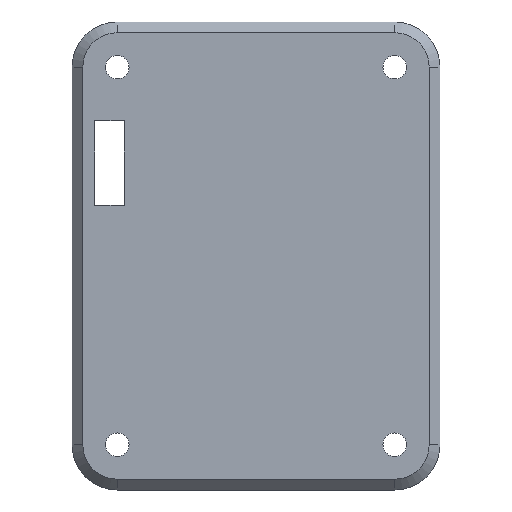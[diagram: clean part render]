
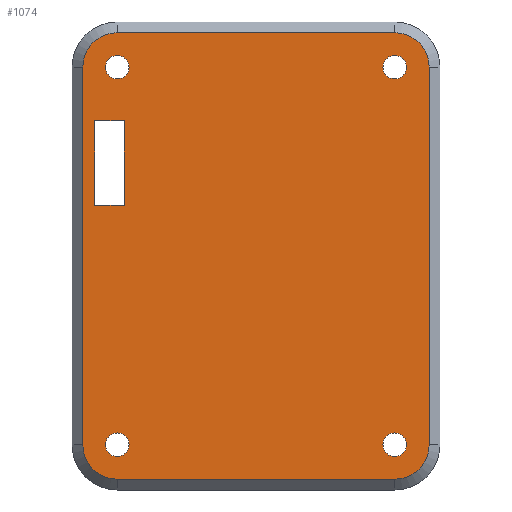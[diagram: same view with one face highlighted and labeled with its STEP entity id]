
A CAD part, top view. The second image highlights one B-rep face of the part: STEP entity #1074.
In plain terms, the highlighted planar face has unit normal (0, 0, 1).
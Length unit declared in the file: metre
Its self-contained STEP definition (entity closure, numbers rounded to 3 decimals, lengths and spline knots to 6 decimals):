
#34=LINE('',#1572,#152);
#35=LINE('',#1576,#153);
#36=LINE('',#1580,#154);
#37=LINE('',#1584,#155);
#38=LINE('',#1593,#156);
#39=LINE('',#1596,#157);
#40=LINE('',#1598,#158);
#41=LINE('',#1600,#159);
#152=VECTOR('',#1253,1.);
#153=VECTOR('',#1256,1.);
#154=VECTOR('',#1259,1.);
#155=VECTOR('',#1262,1.);
#156=VECTOR('',#1271,1.);
#157=VECTOR('',#1272,1.);
#158=VECTOR('',#1273,1.);
#159=VECTOR('',#1274,1.);
#270=ORIENTED_EDGE('',*,*,#586,.T.);
#271=ORIENTED_EDGE('',*,*,#587,.T.);
#272=ORIENTED_EDGE('',*,*,#588,.T.);
#273=ORIENTED_EDGE('',*,*,#589,.T.);
#274=ORIENTED_EDGE('',*,*,#590,.T.);
#275=ORIENTED_EDGE('',*,*,#591,.T.);
#276=ORIENTED_EDGE('',*,*,#592,.T.);
#277=ORIENTED_EDGE('',*,*,#593,.T.);
#278=ORIENTED_EDGE('',*,*,#594,.T.);
#279=ORIENTED_EDGE('',*,*,#595,.T.);
#280=ORIENTED_EDGE('',*,*,#596,.F.);
#281=ORIENTED_EDGE('',*,*,#597,.F.);
#282=ORIENTED_EDGE('',*,*,#598,.F.);
#283=ORIENTED_EDGE('',*,*,#599,.T.);
#284=ORIENTED_EDGE('',*,*,#600,.T.);
#285=ORIENTED_EDGE('',*,*,#601,.F.);
#586=EDGE_CURVE('',#744,#745,#848,.T.);
#587=EDGE_CURVE('',#745,#746,#34,.T.);
#588=EDGE_CURVE('',#746,#747,#849,.T.);
#589=EDGE_CURVE('',#747,#748,#35,.T.);
#590=EDGE_CURVE('',#748,#749,#850,.T.);
#591=EDGE_CURVE('',#749,#750,#36,.T.);
#592=EDGE_CURVE('',#750,#751,#851,.T.);
#593=EDGE_CURVE('',#751,#744,#37,.T.);
#594=EDGE_CURVE('',#752,#752,#852,.T.);
#595=EDGE_CURVE('',#753,#753,#853,.T.);
#596=EDGE_CURVE('',#754,#754,#854,.T.);
#597=EDGE_CURVE('',#755,#755,#855,.T.);
#598=EDGE_CURVE('',#756,#757,#38,.T.);
#599=EDGE_CURVE('',#756,#758,#39,.T.);
#600=EDGE_CURVE('',#758,#759,#40,.T.);
#601=EDGE_CURVE('',#757,#759,#41,.T.);
#744=VERTEX_POINT('',#1570);
#745=VERTEX_POINT('',#1571);
#746=VERTEX_POINT('',#1573);
#747=VERTEX_POINT('',#1575);
#748=VERTEX_POINT('',#1577);
#749=VERTEX_POINT('',#1579);
#750=VERTEX_POINT('',#1581);
#751=VERTEX_POINT('',#1583);
#752=VERTEX_POINT('',#1586);
#753=VERTEX_POINT('',#1588);
#754=VERTEX_POINT('',#1590);
#755=VERTEX_POINT('',#1592);
#756=VERTEX_POINT('',#1594);
#757=VERTEX_POINT('',#1595);
#758=VERTEX_POINT('',#1597);
#759=VERTEX_POINT('',#1599);
#848=CIRCLE('',#1148,0.0032);
#849=CIRCLE('',#1149,0.0032);
#850=CIRCLE('',#1150,0.0032);
#851=CIRCLE('',#1151,0.0032);
#852=CIRCLE('',#1152,0.0011);
#853=CIRCLE('',#1153,0.0011);
#854=CIRCLE('',#1154,0.0011);
#855=CIRCLE('',#1155,0.0011);
#888=EDGE_LOOP('',(#270,#271,#272,#273,#274,#275,#276,#277));
#889=EDGE_LOOP('',(#278));
#890=EDGE_LOOP('',(#279));
#891=EDGE_LOOP('',(#280));
#892=EDGE_LOOP('',(#281));
#893=EDGE_LOOP('',(#282,#283,#284,#285));
#962=FACE_BOUND('',#888,.T.);
#963=FACE_BOUND('',#889,.T.);
#964=FACE_BOUND('',#890,.T.);
#965=FACE_BOUND('',#891,.T.);
#966=FACE_BOUND('',#892,.T.);
#967=FACE_BOUND('',#893,.T.);
#1036=PLANE('',#1147);
#1074=ADVANCED_FACE('',(#962,#963,#964,#965,#966,#967),#1036,.T.);
#1147=AXIS2_PLACEMENT_3D('',#1568,#1249,#1250);
#1148=AXIS2_PLACEMENT_3D('',#1569,#1251,#1252);
#1149=AXIS2_PLACEMENT_3D('',#1574,#1254,#1255);
#1150=AXIS2_PLACEMENT_3D('',#1578,#1257,#1258);
#1151=AXIS2_PLACEMENT_3D('',#1582,#1260,#1261);
#1152=AXIS2_PLACEMENT_3D('',#1585,#1263,#1264);
#1153=AXIS2_PLACEMENT_3D('',#1587,#1265,#1266);
#1154=AXIS2_PLACEMENT_3D('',#1589,#1267,#1268);
#1155=AXIS2_PLACEMENT_3D('',#1591,#1269,#1270);
#1249=DIRECTION('',(0.,0.,1.));
#1250=DIRECTION('',(1.,0.,0.));
#1251=DIRECTION('',(0.,0.,1.));
#1252=DIRECTION('',(1.,0.,0.));
#1253=DIRECTION('',(1.,0.,0.));
#1254=DIRECTION('',(0.,0.,1.));
#1255=DIRECTION('',(1.,0.,0.));
#1256=DIRECTION('',(0.,1.,0.));
#1257=DIRECTION('',(0.,0.,1.));
#1258=DIRECTION('',(1.,0.,0.));
#1259=DIRECTION('',(-1.,0.,0.));
#1260=DIRECTION('',(0.,0.,1.));
#1261=DIRECTION('',(1.,0.,0.));
#1262=DIRECTION('',(0.,-1.,0.));
#1263=DIRECTION('',(0.,0.,-1.));
#1264=DIRECTION('',(1.,0.,0.));
#1265=DIRECTION('',(0.,0.,-1.));
#1266=DIRECTION('',(1.,0.,0.));
#1267=DIRECTION('',(0.,0.,1.));
#1268=DIRECTION('',(1.,0.,0.));
#1269=DIRECTION('',(0.,0.,1.));
#1270=DIRECTION('',(1.,0.,0.));
#1271=DIRECTION('',(0.,-1.,0.));
#1272=DIRECTION('',(1.,0.,0.));
#1273=DIRECTION('',(0.,-1.,0.));
#1274=DIRECTION('',(1.,0.,0.));
#1568=CARTESIAN_POINT('',(0.07,0.,0.009));
#1569=CARTESIAN_POINT('',(0.0571,-0.01755,0.009));
#1570=CARTESIAN_POINT('',(0.0539,-0.01755,0.009));
#1571=CARTESIAN_POINT('',(0.0571,-0.02075,0.009));
#1572=CARTESIAN_POINT('',(0.0829,-0.02075,0.009));
#1573=CARTESIAN_POINT('',(0.0829,-0.02075,0.009));
#1574=CARTESIAN_POINT('',(0.0829,-0.01755,0.009));
#1575=CARTESIAN_POINT('',(0.0861,-0.01755,0.009));
#1576=CARTESIAN_POINT('',(0.0861,0.,0.009));
#1577=CARTESIAN_POINT('',(0.0861,0.01755,0.009));
#1578=CARTESIAN_POINT('',(0.0829,0.01755,0.009));
#1579=CARTESIAN_POINT('',(0.0829,0.02075,0.009));
#1580=CARTESIAN_POINT('',(0.07,0.02075,0.009));
#1581=CARTESIAN_POINT('',(0.0571,0.02075,0.009));
#1582=CARTESIAN_POINT('',(0.0571,0.01755,0.009));
#1583=CARTESIAN_POINT('',(0.0539,0.01755,0.009));
#1584=CARTESIAN_POINT('',(0.0539,0.,0.009));
#1585=CARTESIAN_POINT('',(0.0571,-0.01755,0.009));
#1586=CARTESIAN_POINT('',(0.0582,-0.01755,0.009));
#1587=CARTESIAN_POINT('',(0.0829,0.01755,0.009));
#1588=CARTESIAN_POINT('',(0.084,0.01755,0.009));
#1589=CARTESIAN_POINT('',(0.0571,0.01755,0.009));
#1590=CARTESIAN_POINT('',(0.0582,0.01755,0.009));
#1591=CARTESIAN_POINT('',(0.0829,-0.01755,0.009));
#1592=CARTESIAN_POINT('',(0.084,-0.01755,0.009));
#1593=CARTESIAN_POINT('',(0.05499,0.008635,0.009));
#1594=CARTESIAN_POINT('',(0.05499,0.012565,0.009));
#1595=CARTESIAN_POINT('',(0.05499,0.004705,0.009));
#1596=CARTESIAN_POINT('',(0.05638,0.012565,0.009));
#1597=CARTESIAN_POINT('',(0.05777,0.012565,0.009));
#1598=CARTESIAN_POINT('',(0.05777,0.008635,0.009));
#1599=CARTESIAN_POINT('',(0.05777,0.004705,0.009));
#1600=CARTESIAN_POINT('',(0.05638,0.004705,0.009));
